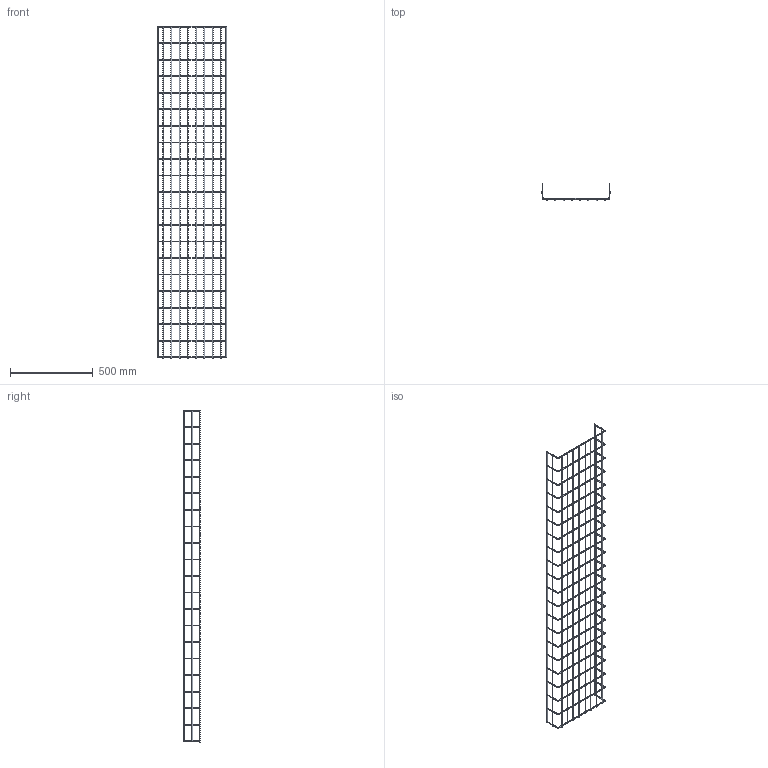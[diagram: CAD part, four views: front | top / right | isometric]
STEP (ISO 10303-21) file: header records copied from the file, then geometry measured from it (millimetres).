
FILE_DESCRIPTION (( 'STEP AP203' ), '1' );
FILE_NAME ('NE-30-100-400-2-50-INOX NESTA Ëîòîê ïðîâîëî÷íûé 100õ400õ2000-5,0 INOX IEK.STEP', '2022-11-11T11:52:36', ( '' ), ( '' ), 'SwSTEP 2.0', 'SolidWorks 2022', '' );
FILE_SCHEMA (( 'CONFIG_CONTROL_DESIGN' ));
Length unit declared in the file: millimetre
Products named in the file (1): NE-30-100-400-2-50-INOX NESTA Лоток проволочный 100х400х2000-5,0 INOX IEK
Bounding box: 418.16 x 100.3 x 2010 mm (x, y, z)
Volume: 711242 mm3; surface area: 570289.5 mm2
Topology: 33 solids, 33 shells, 498 faces, 960 edges, 528 vertices
Faces by surface type: cylinder 264, torus 168, plane 66
Full cylindrical faces by diameter (mm): 5 x12
Entity records: 12545 total; most frequent: DIRECTION 2642, CARTESIAN_POINT 1975, ORIENTED_EDGE 1896, AXIS2_PLACEMENT_3D 1195, EDGE_CURVE 948, CIRCLE 696, VERTEX_POINT 528, FACE_OUTER_BOUND 510
